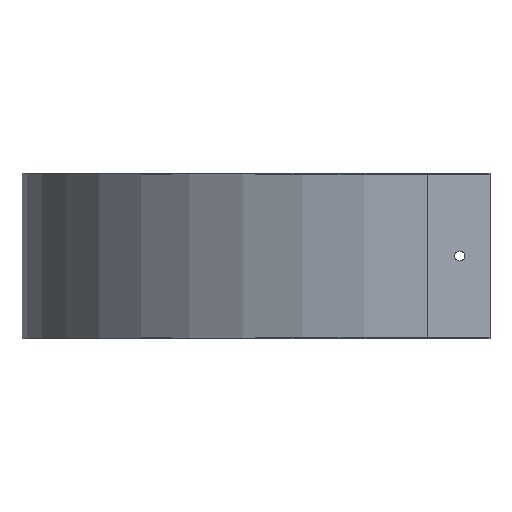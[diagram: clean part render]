
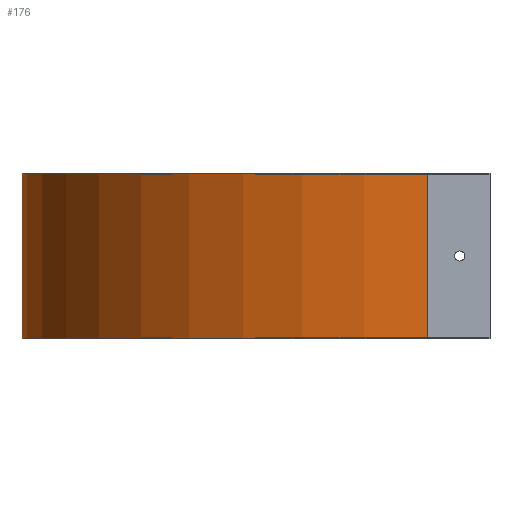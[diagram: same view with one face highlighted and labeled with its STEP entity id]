
A CAD part, left-side view. The second image highlights one B-rep face of the part: STEP entity #176.
In plain terms, the highlighted cylindrical face has radius 200.8 mm (diameter 401.6 mm), a partial arc.
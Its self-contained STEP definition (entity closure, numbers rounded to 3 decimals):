
#18 = DIRECTION ( 'NONE',  ( 1., 0., 0. ) ) ;
#21 = DIRECTION ( 'NONE',  ( 0., 0., -1. ) ) ;
#22 = CARTESIAN_POINT ( 'NONE',  ( 200., 31., -81.2 ) ) ;
#90 = DIRECTION ( 'NONE',  ( 0., 0., 1. ) ) ;
#91 = CARTESIAN_POINT ( 'NONE',  ( 200., 231.8, -81.2 ) ) ;
#96 = DIRECTION ( 'NONE',  ( 1., 0., 0. ) ) ;
#97 = DIRECTION ( 'NONE',  ( 0., 0., -1. ) ) ;
#99 = CARTESIAN_POINT ( 'NONE',  ( 200., 31., 0.8 ) ) ;
#107 = ORIENTED_EDGE ( 'NONE', *, *, #538, .F. ) ;
#108 = ORIENTED_EDGE ( 'NONE', *, *, #549, .T. ) ;
#176 = ADVANCED_FACE ( 'NONE', ( #365 ), #350, .T. ) ;
#266 = VECTOR ( 'NONE', #90, 1000. ) ;
#269 = LINE ( 'NONE', #91, #266 ) ;
#277 = CIRCLE ( 'NONE', #483, 200.8 ) ;
#294 = CIRCLE ( 'NONE', #489, 200.8 ) ;
#322 = VECTOR ( 'NONE', #701, 1000. ) ;
#326 = LINE ( 'NONE', #627, #322 ) ;
#350 = CYLINDRICAL_SURFACE ( 'NONE', #503, 200.8 ) ;
#359 = ORIENTED_EDGE ( 'NONE', *, *, #553, .F. ) ;
#361 = ORIENTED_EDGE ( 'NONE', *, *, #506, .T. ) ;
#365 = FACE_OUTER_BOUND ( 'NONE', #381, .T. ) ;
#381 = EDGE_LOOP ( 'NONE', ( #108, #359, #107, #361 ) ) ;
#396 = VERTEX_POINT ( 'NONE', #688 ) ;
#402 = VERTEX_POINT ( 'NONE', #565 ) ;
#414 = VERTEX_POINT ( 'NONE', #648 ) ;
#419 = VERTEX_POINT ( 'NONE', #646 ) ;
#483 = AXIS2_PLACEMENT_3D ( 'NONE', #99, #97, #96 ) ;
#489 = AXIS2_PLACEMENT_3D ( 'NONE', #22, #21, #18 ) ;
#503 = AXIS2_PLACEMENT_3D ( 'NONE', #654, #613, #675 ) ;
#506 = EDGE_CURVE ( 'NONE', #402, #414, #326, .T. ) ;
#538 = EDGE_CURVE ( 'NONE', #402, #419, #294, .T. ) ;
#549 = EDGE_CURVE ( 'NONE', #414, #396, #277, .T. ) ;
#553 = EDGE_CURVE ( 'NONE', #419, #396, #269, .T. ) ;
#565 = CARTESIAN_POINT ( 'NONE',  ( -0.8, 31., -81.2 ) ) ;
#613 = DIRECTION ( 'NONE',  ( 0., 0., 1. ) ) ;
#627 = CARTESIAN_POINT ( 'NONE',  ( -0.8, 31., -81.2 ) ) ;
#646 = CARTESIAN_POINT ( 'NONE',  ( 200., 231.8, -81.2 ) ) ;
#648 = CARTESIAN_POINT ( 'NONE',  ( -0.8, 31., 0.8 ) ) ;
#654 = CARTESIAN_POINT ( 'NONE',  ( 200., 31., -81.2 ) ) ;
#675 = DIRECTION ( 'NONE',  ( 1., 0., 0. ) ) ;
#688 = CARTESIAN_POINT ( 'NONE',  ( 200., 231.8, 0.8 ) ) ;
#701 = DIRECTION ( 'NONE',  ( 0., 0., 1. ) ) ;
